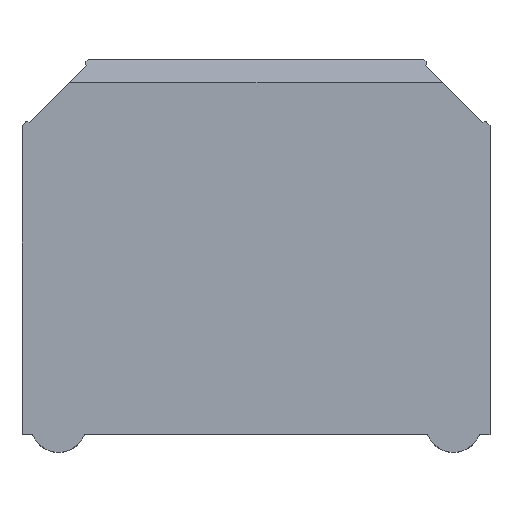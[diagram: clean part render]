
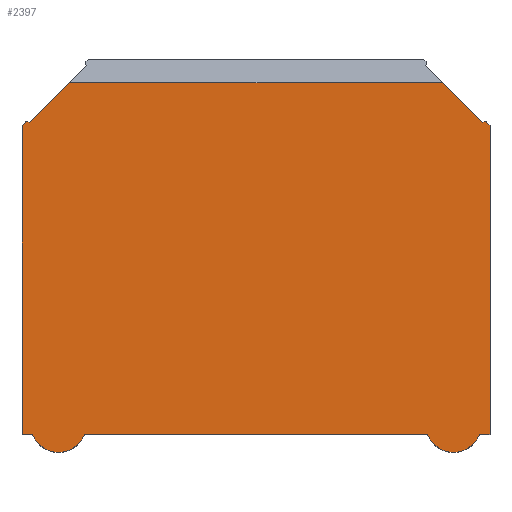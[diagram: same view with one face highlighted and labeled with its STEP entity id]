
A CAD part, top view. The second image highlights one B-rep face of the part: STEP entity #2397.
In plain terms, the highlighted planar face has unit normal (0, 0, 1).
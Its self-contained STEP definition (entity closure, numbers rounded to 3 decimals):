
#438=LINE('',#11331,#1271);
#439=LINE('',#11333,#1272);
#532=LINE('',#11660,#1365);
#618=LINE('',#11897,#1451);
#737=LINE('',#12143,#1570);
#864=LINE('',#12417,#1697);
#867=LINE('',#12423,#1700);
#869=LINE('',#12429,#1702);
#873=LINE('',#12436,#1706);
#903=LINE('',#12489,#1736);
#905=LINE('',#12495,#1738);
#1134=LINE('',#13288,#1967);
#1271=VECTOR('',#8981,1.);
#1272=VECTOR('',#8984,1.);
#1365=VECTOR('',#9253,1.);
#1451=VECTOR('',#9433,1.);
#1570=VECTOR('',#9658,1.);
#1697=VECTOR('',#9915,1.);
#1700=VECTOR('',#9920,1.);
#1702=VECTOR('',#9928,1.);
#1706=VECTOR('',#9936,1.);
#1736=VECTOR('',#9972,1.);
#1738=VECTOR('',#9980,1.);
#1967=VECTOR('',#10789,1.);
#2397=ADVANCED_FACE('',(#3109),#2721,.T.);
#2721=PLANE('',#8717);
#3109=FACE_OUTER_BOUND('',#3586,.T.);
#3586=EDGE_LOOP('',(#5382,#5383,#5384,#5385,#5386,#5387,#5388,#5389,#5390,
#5391,#5392,#5393,#5394,#5395,#5396,#5397));
#5382=ORIENTED_EDGE('',*,*,#7749,.F.);
#5383=ORIENTED_EDGE('',*,*,#7355,.F.);
#5384=ORIENTED_EDGE('',*,*,#7358,.F.);
#5385=ORIENTED_EDGE('',*,*,#7360,.F.);
#5386=ORIENTED_EDGE('',*,*,#7361,.T.);
#5387=ORIENTED_EDGE('',*,*,#6814,.F.);
#5388=ORIENTED_EDGE('',*,*,#7365,.T.);
#5389=ORIENTED_EDGE('',*,*,#7367,.F.);
#5390=ORIENTED_EDGE('',*,*,#7396,.F.);
#5391=ORIENTED_EDGE('',*,*,#7398,.T.);
#5392=ORIENTED_EDGE('',*,*,#7399,.T.);
#5393=ORIENTED_EDGE('',*,*,#6813,.F.);
#5394=ORIENTED_EDGE('',*,*,#6972,.T.);
#5395=ORIENTED_EDGE('',*,*,#7085,.F.);
#5396=ORIENTED_EDGE('',*,*,#7087,.F.);
#5397=ORIENTED_EDGE('',*,*,#7214,.F.);
#6057=VERTEX_POINT('',#11328);
#6058=VERTEX_POINT('',#11330);
#6059=VERTEX_POINT('',#11334);
#6060=VERTEX_POINT('',#11335);
#6204=VERTEX_POINT('',#11659);
#6307=VERTEX_POINT('',#11892);
#6308=VERTEX_POINT('',#11896);
#6382=VERTEX_POINT('',#12142);
#6464=VERTEX_POINT('',#12416);
#6465=VERTEX_POINT('',#12418);
#6466=VERTEX_POINT('',#12422);
#6467=VERTEX_POINT('',#12426);
#6468=VERTEX_POINT('',#12435);
#6469=VERTEX_POINT('',#12439);
#6488=VERTEX_POINT('',#12488);
#6489=VERTEX_POINT('',#12492);
#6813=EDGE_CURVE('',#6058,#6057,#438,.T.);
#6814=EDGE_CURVE('',#6059,#6060,#439,.T.);
#6972=EDGE_CURVE('',#6058,#6204,#532,.T.);
#7085=EDGE_CURVE('',#6307,#6204,#7992,.T.);
#7087=EDGE_CURVE('',#6308,#6307,#618,.T.);
#7214=EDGE_CURVE('',#6382,#6308,#737,.T.);
#7355=EDGE_CURVE('',#6464,#6465,#864,.T.);
#7358=EDGE_CURVE('',#6466,#6464,#867,.T.);
#7360=EDGE_CURVE('',#6467,#6466,#8013,.T.);
#7361=EDGE_CURVE('',#6467,#6060,#869,.T.);
#7365=EDGE_CURVE('',#6059,#6468,#873,.T.);
#7367=EDGE_CURVE('',#6469,#6468,#8014,.T.);
#7396=EDGE_CURVE('',#6488,#6469,#903,.T.);
#7398=EDGE_CURVE('',#6488,#6489,#8015,.T.);
#7399=EDGE_CURVE('',#6489,#6057,#905,.T.);
#7749=EDGE_CURVE('',#6465,#6382,#1134,.T.);
#7992=CIRCLE('',#8295,0.296);
#8013=CIRCLE('',#8417,0.296);
#8014=CIRCLE('',#8422,4.2);
#8015=CIRCLE('',#8425,4.2);
#8295=AXIS2_PLACEMENT_3D('',#11893,#9428,#9429);
#8417=AXIS2_PLACEMENT_3D('',#12427,#9924,#9925);
#8422=AXIS2_PLACEMENT_3D('',#12440,#9940,#9941);
#8425=AXIS2_PLACEMENT_3D('',#12493,#9976,#9977);
#8717=AXIS2_PLACEMENT_3D('',#13289,#10790,#10791);
#8981=DIRECTION('',(0.,-1.,0.));
#8984=DIRECTION('',(0.,1.,0.));
#9253=DIRECTION('',(-0.707,0.707,0.));
#9428=DIRECTION('',(0.,0.,-1.));
#9429=DIRECTION('',(-1.,0.,0.));
#9433=DIRECTION('',(0.906,0.423,0.));
#9658=DIRECTION('',(0.707,-0.707,0.));
#9915=DIRECTION('',(0.707,0.707,0.));
#9920=DIRECTION('',(0.906,-0.423,0.));
#9924=DIRECTION('',(0.,0.,-1.));
#9925=DIRECTION('',(-1.,0.,0.));
#9928=DIRECTION('',(-0.707,-0.707,0.));
#9936=DIRECTION('',(1.,0.,0.));
#9940=DIRECTION('',(0.,0.,-1.));
#9941=DIRECTION('',(-1.,0.,0.));
#9972=DIRECTION('',(-1.,0.,0.));
#9976=DIRECTION('',(0.,0.,1.));
#9977=DIRECTION('',(1.,0.,0.));
#9980=DIRECTION('',(1.,0.,0.));
#10789=DIRECTION('',(1.,0.,0.));
#10790=DIRECTION('',(0.,0.,1.));
#10791=DIRECTION('',(-1.,0.,0.));
#11328=CARTESIAN_POINT('',(-64.75,-156.5,20.2));
#11330=CARTESIAN_POINT('',(-64.75,-110.,20.2));
#11331=CARTESIAN_POINT('',(-64.75,-110.,20.2));
#11333=CARTESIAN_POINT('',(-135.25,-127.,20.2));
#11334=CARTESIAN_POINT('',(-135.25,-156.5,20.2));
#11335=CARTESIAN_POINT('',(-135.25,-110.,20.2));
#11659=CARTESIAN_POINT('',(-65.265,-109.485,20.2));
#11660=CARTESIAN_POINT('',(-74.382,-100.368,20.2));
#11892=CARTESIAN_POINT('',(-65.599,-109.426,20.2));
#11893=CARTESIAN_POINT('',(-65.474,-109.694,20.2));
#11896=CARTESIAN_POINT('',(-65.894,-109.564,20.2));
#11897=CARTESIAN_POINT('',(-65.894,-109.564,20.2));
#12142=CARTESIAN_POINT('',(-71.957,-103.501,20.2));
#12143=CARTESIAN_POINT('',(-70.208,-105.249,20.2));
#12416=CARTESIAN_POINT('',(-134.106,-109.564,20.2));
#12417=CARTESIAN_POINT('',(-129.792,-105.249,20.2));
#12418=CARTESIAN_POINT('',(-128.043,-103.501,20.2));
#12422=CARTESIAN_POINT('',(-134.401,-109.426,20.2));
#12423=CARTESIAN_POINT('',(-134.106,-109.564,20.2));
#12426=CARTESIAN_POINT('',(-134.735,-109.485,20.2));
#12427=CARTESIAN_POINT('',(-134.526,-109.694,20.2));
#12429=CARTESIAN_POINT('',(-134.735,-109.485,20.2));
#12435=CARTESIAN_POINT('',(-133.673,-156.5,20.2));
#12436=CARTESIAN_POINT('',(-135.25,-156.5,20.2));
#12439=CARTESIAN_POINT('',(-125.827,-156.5,20.2));
#12440=CARTESIAN_POINT('',(-129.75,-155.001,20.2));
#12488=CARTESIAN_POINT('',(-74.173,-156.5,20.2));
#12489=CARTESIAN_POINT('',(-100.,-156.5,20.2));
#12492=CARTESIAN_POINT('',(-66.327,-156.5,20.2));
#12493=CARTESIAN_POINT('',(-70.25,-155.001,20.2));
#12495=CARTESIAN_POINT('',(-66.327,-156.5,20.2));
#13288=CARTESIAN_POINT('',(-133.3,-103.501,20.2));
#13289=CARTESIAN_POINT('',(-133.3,-129.,20.2));
